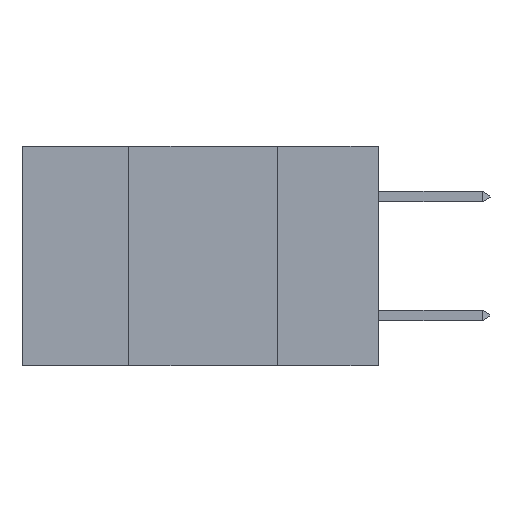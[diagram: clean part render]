
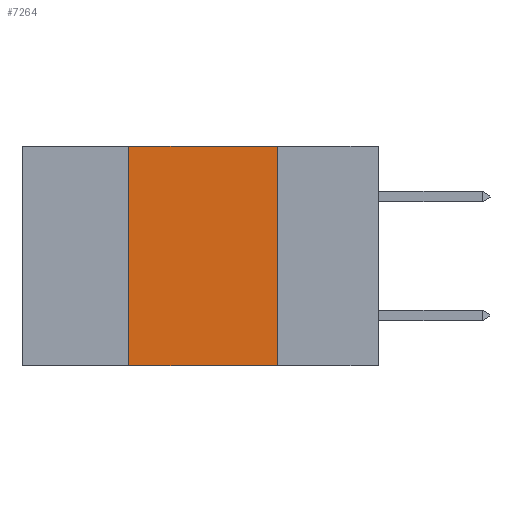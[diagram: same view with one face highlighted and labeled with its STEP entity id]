
A CAD part, left-side view. The second image highlights one B-rep face of the part: STEP entity #7264.
In plain terms, the highlighted planar face has unit normal (-1, 0, 0).
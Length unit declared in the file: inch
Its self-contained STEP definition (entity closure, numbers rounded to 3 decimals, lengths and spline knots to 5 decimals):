
#662 = EDGE_CURVE ( 'NONE', #10684, #20867, #20187, .T. ) ;
#1621 = CARTESIAN_POINT ( 'NONE',  ( 0., 0.6, 0. ) ) ;
#1966 = CARTESIAN_POINT ( 'NONE',  ( 0., 0.42, 0. ) ) ;
#2766 = VECTOR ( 'NONE', #15176, 39.37008 ) ;
#5068 = CARTESIAN_POINT ( 'NONE',  ( 0., 0.6, 0. ) ) ;
#5526 = ORIENTED_EDGE ( 'NONE', *, *, #10960, .F. ) ;
#5837 = EDGE_LOOP ( 'NONE', ( #10232, #5526, #17272, #15770 ) ) ;
#5925 = CARTESIAN_POINT ( 'NONE',  ( 0., 0.17, 0. ) ) ;
#7264 = ADVANCED_FACE ( 'NONE', ( #17103 ), #19854, .F. ) ;
#7904 = DIRECTION ( 'NONE',  ( 0., 0., 1. ) ) ;
#8759 = CARTESIAN_POINT ( 'NONE',  ( 0., 0.17, 0. ) ) ;
#9584 = AXIS2_PLACEMENT_3D ( 'NONE', #1621, #20237, #17044 ) ;
#10216 = LINE ( 'NONE', #20629, #14935 ) ;
#10232 = ORIENTED_EDGE ( 'NONE', *, *, #21725, .F. ) ;
#10308 = CARTESIAN_POINT ( 'NONE',  ( 0., 0.6, -0.37 ) ) ;
#10684 = VERTEX_POINT ( 'NONE', #14810 ) ;
#10960 = EDGE_CURVE ( 'NONE', #11041, #20794, #21472, .T. ) ;
#11041 = VERTEX_POINT ( 'NONE', #1966 ) ;
#13975 = CARTESIAN_POINT ( 'NONE',  ( 0., 0.17, -0.37 ) ) ;
#14810 = CARTESIAN_POINT ( 'NONE',  ( 0., 0.42, -0.37 ) ) ;
#14935 = VECTOR ( 'NONE', #7904, 39.37008 ) ;
#15176 = DIRECTION ( 'NONE',  ( 0., -1., 0. ) ) ;
#15770 = ORIENTED_EDGE ( 'NONE', *, *, #662, .T. ) ;
#17044 = DIRECTION ( 'NONE',  ( 0., 0., -1. ) ) ;
#17103 = FACE_OUTER_BOUND ( 'NONE', #5837, .T. ) ;
#17272 = ORIENTED_EDGE ( 'NONE', *, *, #17441, .F. ) ;
#17441 = EDGE_CURVE ( 'NONE', #10684, #11041, #10216, .T. ) ;
#17531 = VECTOR ( 'NONE', #19205, 39.37008 ) ;
#17627 = DIRECTION ( 'NONE',  ( 0., 0., -1. ) ) ;
#19205 = DIRECTION ( 'NONE',  ( 0., -1., 0. ) ) ;
#19854 = PLANE ( 'NONE',  #9584 ) ;
#19938 = VECTOR ( 'NONE', #17627, 39.37008 ) ;
#20187 = LINE ( 'NONE', #10308, #17531 ) ;
#20237 = DIRECTION ( 'NONE',  ( 1., 0., 0. ) ) ;
#20482 = LINE ( 'NONE', #5925, #19938 ) ;
#20629 = CARTESIAN_POINT ( 'NONE',  ( 0., 0.42, 0. ) ) ;
#20794 = VERTEX_POINT ( 'NONE', #8759 ) ;
#20867 = VERTEX_POINT ( 'NONE', #13975 ) ;
#21472 = LINE ( 'NONE', #5068, #2766 ) ;
#21725 = EDGE_CURVE ( 'NONE', #20794, #20867, #20482, .T. ) ;
